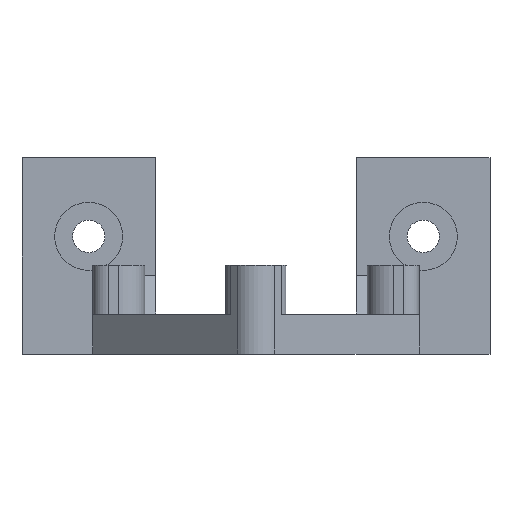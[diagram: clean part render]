
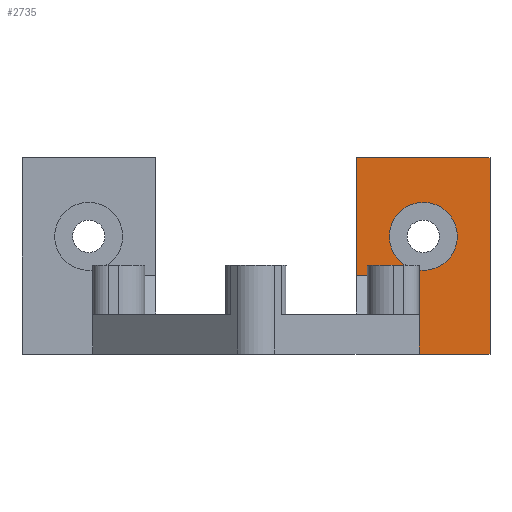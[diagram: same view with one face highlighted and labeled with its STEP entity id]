
A CAD part, front view. The second image highlights one B-rep face of the part: STEP entity #2735.
In plain terms, the highlighted planar face has unit normal (0, -1, 0).
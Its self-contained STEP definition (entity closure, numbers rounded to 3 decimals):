
#2010=CARTESIAN_POINT('Line Origine',(32.,-22.5,37.5)) ;
#2014=CARTESIAN_POINT('Vertex',(19.25,-22.5,37.5)) ;
#2016=CARTESIAN_POINT('Vertex',(44.75,-22.5,37.5)) ;
#2223=CARTESIAN_POINT('Line Origine',(44.75,-22.5,18.75)) ;
#2227=CARTESIAN_POINT('Vertex',(44.75,-22.5,0.)) ;
#2429=CARTESIAN_POINT('Line Origine',(38.,-22.5,0.)) ;
#2433=CARTESIAN_POINT('Vertex',(31.25,-22.5,0.)) ;
#2501=CARTESIAN_POINT('Line Origine',(19.25,-22.5,26.25)) ;
#2505=CARTESIAN_POINT('Vertex',(19.25,-22.5,15.)) ;
#2562=CARTESIAN_POINT('Line Origine',(31.25,-22.5,7.5)) ;
#2566=CARTESIAN_POINT('Vertex',(31.25,-22.5,15.)) ;
#2672=CARTESIAN_POINT('Line Origine',(0.,-22.5,15.)) ;
#2704=CARTESIAN_POINT('Axis2P3D Location',(0.,-22.5,0.)) ;
#2717=CARTESIAN_POINT('Axis2P3D Location',(32.,-22.5,22.5)) ;
#2721=CARTESIAN_POINT('Vertex',(25.5,-22.5,22.5)) ;
#2723=CARTESIAN_POINT('Vertex',(38.5,-22.5,22.5)) ;
#2726=CARTESIAN_POINT('Axis2P3D Location',(32.,-22.5,22.5)) ;
#2011=DIRECTION('Vector Direction',(1.,0.,0.)) ;
#2224=DIRECTION('Vector Direction',(0.,0.,-1.)) ;
#2430=DIRECTION('Vector Direction',(-1.,0.,0.)) ;
#2502=DIRECTION('Vector Direction',(0.,0.,1.)) ;
#2563=DIRECTION('Vector Direction',(0.,0.,-1.)) ;
#2673=DIRECTION('Vector Direction',(-1.,0.,0.)) ;
#2705=DIRECTION('Axis2P3D Direction',(0.,1.,-0.)) ;
#2706=DIRECTION('Axis2P3D XDirection',(-1.,0.,-0.)) ;
#2718=DIRECTION('Axis2P3D Direction',(0.,1.,-0.)) ;
#2727=DIRECTION('Axis2P3D Direction',(0.,1.,-0.)) ;
#2707=AXIS2_PLACEMENT_3D('Plane Axis2P3D',#2704,#2705,#2706) ;
#2719=AXIS2_PLACEMENT_3D('Circle Axis2P3D',#2717,#2718,$) ;
#2728=AXIS2_PLACEMENT_3D('Circle Axis2P3D',#2726,#2727,$) ;
#2710=ORIENTED_EDGE('',*,*,#2676,.T.) ;
#2711=ORIENTED_EDGE('',*,*,#2568,.T.) ;
#2712=ORIENTED_EDGE('',*,*,#2435,.F.) ;
#2713=ORIENTED_EDGE('',*,*,#2229,.F.) ;
#2714=ORIENTED_EDGE('',*,*,#2018,.F.) ;
#2715=ORIENTED_EDGE('',*,*,#2507,.F.) ;
#2732=ORIENTED_EDGE('',*,*,#2725,.F.) ;
#2733=ORIENTED_EDGE('',*,*,#2730,.F.) ;
#2734=FACE_BOUND('',#2731,.T.) ;
#2012=VECTOR('Line Direction',#2011,1.) ;
#2225=VECTOR('Line Direction',#2224,1.) ;
#2431=VECTOR('Line Direction',#2430,1.) ;
#2503=VECTOR('Line Direction',#2502,1.) ;
#2564=VECTOR('Line Direction',#2563,1.) ;
#2674=VECTOR('Line Direction',#2673,1.) ;
#2735=ADVANCED_FACE('PartBody',(#2716,#2734),#2708,.F.) ;
#2720=CIRCLE('generated circle',#2719,6.5) ;
#2729=CIRCLE('generated circle',#2728,6.5) ;
#2018=EDGE_CURVE('',#2015,#2017,#2013,.T.) ;
#2229=EDGE_CURVE('',#2017,#2228,#2226,.T.) ;
#2435=EDGE_CURVE('',#2228,#2434,#2432,.T.) ;
#2507=EDGE_CURVE('',#2506,#2015,#2504,.T.) ;
#2568=EDGE_CURVE('',#2567,#2434,#2565,.T.) ;
#2676=EDGE_CURVE('',#2506,#2567,#2675,.F.) ;
#2725=EDGE_CURVE('',#2722,#2724,#2720,.F.) ;
#2730=EDGE_CURVE('',#2724,#2722,#2729,.F.) ;
#2709=EDGE_LOOP('',(#2710,#2711,#2712,#2713,#2714,#2715)) ;
#2731=EDGE_LOOP('',(#2732,#2733)) ;
#2716=FACE_OUTER_BOUND('',#2709,.T.) ;
#2013=LINE('Line',#2010,#2012) ;
#2226=LINE('Line',#2223,#2225) ;
#2432=LINE('Line',#2429,#2431) ;
#2504=LINE('Line',#2501,#2503) ;
#2565=LINE('Line',#2562,#2564) ;
#2675=LINE('Line',#2672,#2674) ;
#2708=PLANE('',#2707) ;
#2015=VERTEX_POINT('',#2014) ;
#2017=VERTEX_POINT('',#2016) ;
#2228=VERTEX_POINT('',#2227) ;
#2434=VERTEX_POINT('',#2433) ;
#2506=VERTEX_POINT('',#2505) ;
#2567=VERTEX_POINT('',#2566) ;
#2722=VERTEX_POINT('',#2721) ;
#2724=VERTEX_POINT('',#2723) ;
